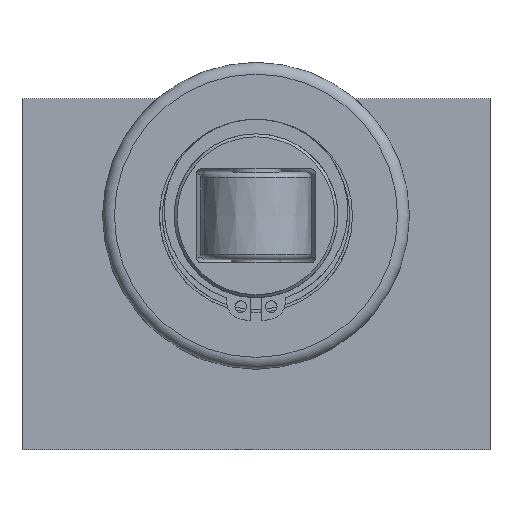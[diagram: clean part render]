
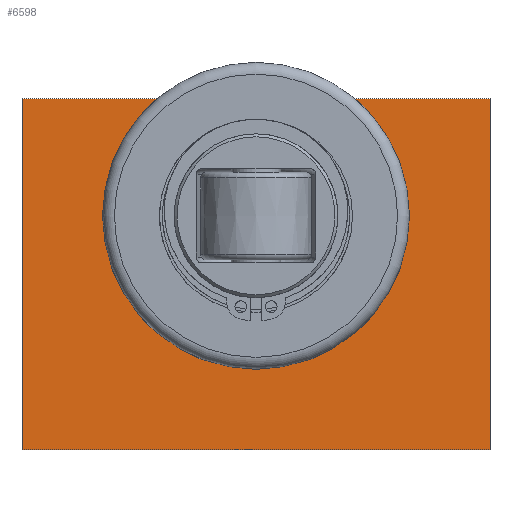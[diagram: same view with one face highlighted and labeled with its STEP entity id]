
A CAD part, front view. The second image highlights one B-rep face of the part: STEP entity #6598.
In plain terms, the highlighted planar face has unit normal (0, -1, 0).
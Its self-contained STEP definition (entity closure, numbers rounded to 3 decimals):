
#33=FACE_BOUND('',#892,.T.);
#162=PLANE('',#7617);
#492=FACE_OUTER_BOUND('',#891,.T.);
#891=EDGE_LOOP('',(#5270,#5271,#5272,#5273));
#892=EDGE_LOOP('',(#5274));
#1189=LINE('',#12081,#1418);
#1194=LINE('',#12095,#1423);
#1206=LINE('',#12140,#1435);
#1209=LINE('',#12144,#1438);
#1418=VECTOR('',#9725,10.);
#1423=VECTOR('',#9736,10.);
#1435=VECTOR('',#9778,10.);
#1438=VECTOR('',#9783,10.);
#2163=CIRCLE('',#7618,19.5);
#2794=VERTEX_POINT('',#12078);
#2795=VERTEX_POINT('',#12080);
#2801=VERTEX_POINT('',#12094);
#2819=VERTEX_POINT('',#12139);
#2826=VERTEX_POINT('',#12168);
#3639=EDGE_CURVE('',#2795,#2794,#1189,.T.);
#3646=EDGE_CURVE('',#2801,#2795,#1194,.T.);
#3669=EDGE_CURVE('',#2801,#2819,#1206,.T.);
#3672=EDGE_CURVE('',#2819,#2794,#1209,.T.);
#3684=EDGE_CURVE('',#2826,#2826,#2163,.T.);
#5270=ORIENTED_EDGE('',*,*,#3639,.T.);
#5271=ORIENTED_EDGE('',*,*,#3672,.F.);
#5272=ORIENTED_EDGE('',*,*,#3669,.F.);
#5273=ORIENTED_EDGE('',*,*,#3646,.T.);
#5274=ORIENTED_EDGE('',*,*,#3684,.T.);
#6598=ADVANCED_FACE('',(#492,#33),#162,.T.);
#7617=AXIS2_PLACEMENT_3D('',#12167,#9809,#9810);
#7618=AXIS2_PLACEMENT_3D('',#12169,#9811,#9812);
#9725=DIRECTION('',(0.,0.,1.));
#9736=DIRECTION('',(1.,0.,0.));
#9778=DIRECTION('',(0.,0.,1.));
#9783=DIRECTION('',(1.,0.,0.));
#9809=DIRECTION('center_axis',(0.,-1.,0.));
#9810=DIRECTION('ref_axis',(0.,0.,-1.));
#9811=DIRECTION('center_axis',(0.,1.,0.));
#9812=DIRECTION('ref_axis',(-1.,0.,0.));
#12078=CARTESIAN_POINT('',(80.,0.,60.));
#12080=CARTESIAN_POINT('',(80.,0.,0.));
#12081=CARTESIAN_POINT('',(80.,0.,0.));
#12094=CARTESIAN_POINT('',(0.,0.,0.));
#12095=CARTESIAN_POINT('',(0.,0.,0.));
#12139=CARTESIAN_POINT('',(0.,0.,60.));
#12140=CARTESIAN_POINT('',(0.,0.,0.));
#12144=CARTESIAN_POINT('',(0.,0.,60.));
#12167=CARTESIAN_POINT('Origin',(0.,0.,0.));
#12168=CARTESIAN_POINT('',(59.5,0.,40.));
#12169=CARTESIAN_POINT('Origin',(40.,0.,40.));
